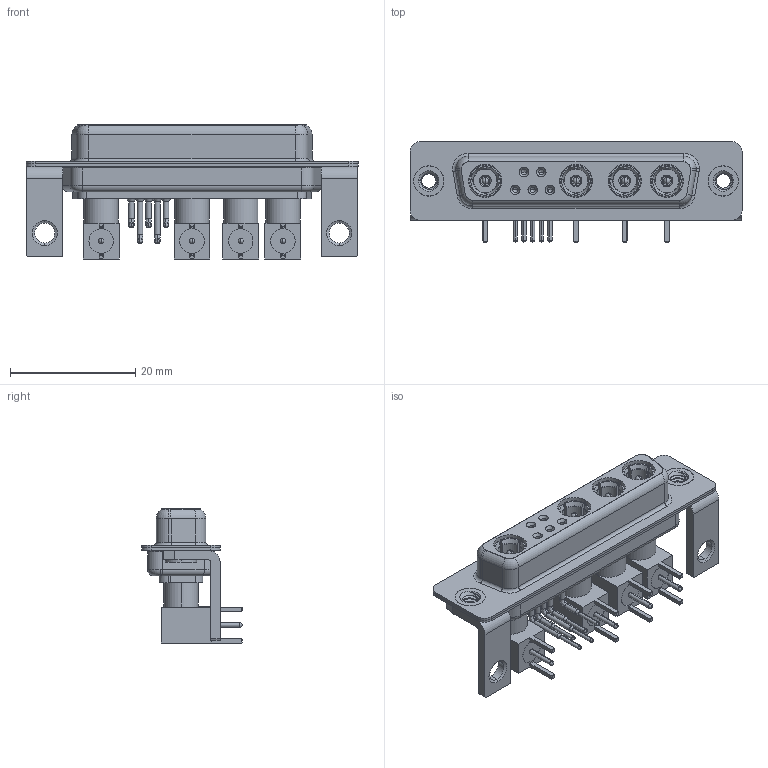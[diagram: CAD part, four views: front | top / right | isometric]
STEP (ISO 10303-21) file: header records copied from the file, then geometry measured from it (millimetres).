
FILE_DESCRIPTION (( 'STEP AP203' ), '1' );
FILE_NAME ('630-9W4-640-7N4.STEP', '2022-06-01T09:34:23', ( '' ), ( '' ), 'SwSTEP 2.0', 'SolidWorks 2020', '' );
FILE_SCHEMA (( 'CONFIG_CONTROL_DESIGN' ));
Length unit declared in the file: millimetre
Products named in the file (18): Pin_RA; 630Combo Shell Rear_25 Contacts; RA Back Shell; 630-9W4-640-7N4; Co-Ax Plug Assy_RA; Co-Ax Plug_RA PC Tail; 630Combo Stabilizer Bracket; Insulator Pin_Straight PC Tail; 630Combo Contact Row 1; Locking Collar; 630Combo Threaded Rivet_3; 630Combo Shell Front_25 Contacts; Insulator RA Pin; 630Combo Housing_9W4; 630Combo Contact Row 2
Assembly tree (40 placements, depth 3):
  630-9W4-640-7N4
    630Combo Housing_9W4
    630Combo Shell Front_25 Contacts
    630Combo Shell Rear_25 Contacts
    630Combo Threaded Rivet_3  x2
    630Combo Stabilizer Bracket  x2
    Co-Ax Plug Assy_RA
      Co-Ax Plug_RA PC Tail
      Insulator Pin_Straight PC Tail
      Pin_RA
      Locking Collar
      RA Back Shell
      Insulator RA Pin
    Co-Ax Plug Assy_RA
      Co-Ax Plug_RA PC Tail
      Insulator Pin_Straight PC Tail
      Pin_RA
      Locking Collar
      RA Back Shell
      Insulator RA Pin
    Co-Ax Plug Assy_RA
      Co-Ax Plug_RA PC Tail
      Insulator Pin_Straight PC Tail
      Pin_RA
      Locking Collar
      RA Back Shell
      Insulator RA Pin
    Co-Ax Plug Assy_RA
      Co-Ax Plug_RA PC Tail
      Insulator Pin_Straight PC Tail
      Pin_RA
      Locking Collar
      RA Back Shell
      Insulator RA Pin
    630Combo Contact Row 1  x2
    630Combo Contact Row 2  x3
Bounding box: 53.05 x 16 x 21.41 mm (x, y, z)
Volume: 4953.8 mm3; surface area: 11918.1 mm2
Topology: 36 solids, 36 shells, 1256 faces, 3070 edges, 1926 vertices
Faces by surface type: cylinder 530, plane 430, cone 169, torus 81, bspline 30, sphere 16
Entity records: 21903 total; most frequent: CARTESIAN_POINT 4975, DIRECTION 3274, ORIENTED_EDGE 2856, EDGE_CURVE 1428, AXIS2_PLACEMENT_3D 1330, VERTEX_POINT 907, CIRCLE 701, EDGE_LOOP 685
